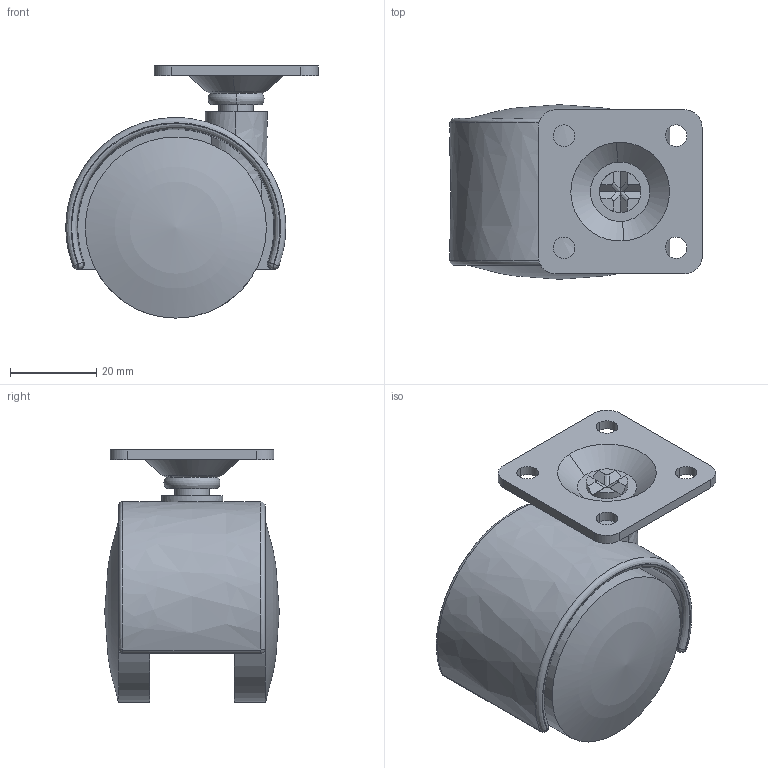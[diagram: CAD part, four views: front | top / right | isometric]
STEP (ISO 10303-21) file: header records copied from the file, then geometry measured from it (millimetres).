
FILE_DESCRIPTION((''),'2;1');
FILE_NAME('','2005-12-16T13:19:30',(''),(''),'','CADfix','');
FILE_SCHEMA(('AUTOMOTIVE_DESIGN'));
Length unit declared in the file: millimetre
Products named in the file (5): wheel; mounting plate; main shaft; body; TK40_3863_36
Assembly tree (5 placements, depth 2):
  TK40_3863_36
    wheel  x2
    mounting plate
    main shaft
    body
Bounding box: 58.5 x 40.5 x 58.5 mm (x, y, z)
Volume: 38567.8 mm3; surface area: 24879.2 mm2
Topology: 5 solids, 5 shells, 130 faces, 384 edges, 279 vertices
Faces by surface type: bspline 130
Entity records: 4931 total; most frequent: CARTESIAN_POINT 2957, ORIENTED_EDGE 688, EDGE_CURVE 344, VERTEX_POINT 247, EDGE_LOOP 139, FACE_OUTER_BOUND 117, ADVANCED_FACE 117, QUASI_UNIFORM_CURVE 102
